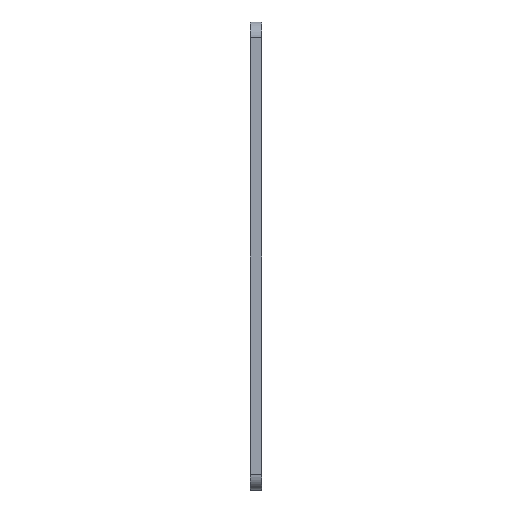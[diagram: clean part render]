
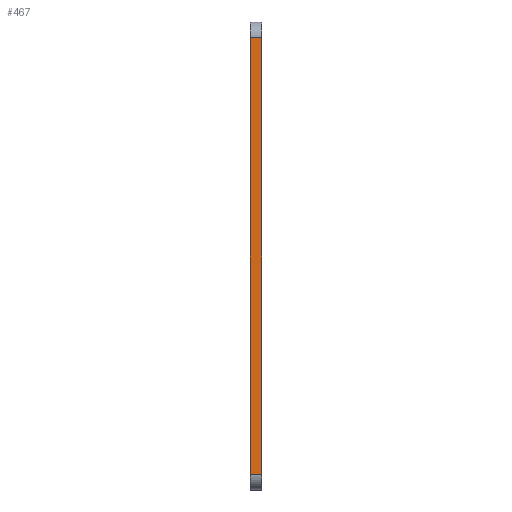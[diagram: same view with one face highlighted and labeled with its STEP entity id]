
A CAD part, left-side view. The second image highlights one B-rep face of the part: STEP entity #467.
In plain terms, the highlighted planar face has unit normal (-1, 0, 0).
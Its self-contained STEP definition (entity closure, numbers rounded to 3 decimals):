
#61 = VERTEX_POINT ( 'NONE', #324 ) ;
#63 = VECTOR ( 'NONE', #546, 1000. ) ;
#122 = EDGE_CURVE ( 'NONE', #671, #451, #542, .T. ) ;
#180 = CARTESIAN_POINT ( 'NONE',  ( -7., 0., -5. ) ) ;
#280 = DIRECTION ( 'NONE',  ( 0., 1., 0. ) ) ;
#286 = VECTOR ( 'NONE', #280, 1000. ) ;
#308 = DIRECTION ( 'NONE',  ( 0., 0., 1. ) ) ;
#310 = EDGE_CURVE ( 'NONE', #671, #585, #867, .T. ) ;
#324 = CARTESIAN_POINT ( 'NONE',  ( -7., 0., 50. ) ) ;
#360 = CARTESIAN_POINT ( 'NONE',  ( -7., 0., -7. ) ) ;
#393 = EDGE_CURVE ( 'NONE', #61, #451, #898, .T. ) ;
#440 = FACE_OUTER_BOUND ( 'NONE', #826, .T. ) ;
#451 = VERTEX_POINT ( 'NONE', #537 ) ;
#467 = ADVANCED_FACE ( 'NONE', ( #440 ), #740, .T. ) ;
#517 = VECTOR ( 'NONE', #308, 1000. ) ;
#525 = ORIENTED_EDGE ( 'NONE', *, *, #797, .T. ) ;
#531 = DIRECTION ( 'NONE',  ( -1., 0., 0. ) ) ;
#532 = CARTESIAN_POINT ( 'NONE',  ( -7., 0., -7. ) ) ;
#537 = CARTESIAN_POINT ( 'NONE',  ( -7., 1.5, 50. ) ) ;
#542 = LINE ( 'NONE', #1002, #63 ) ;
#546 = DIRECTION ( 'NONE',  ( 0., 0., 1. ) ) ;
#549 = ORIENTED_EDGE ( 'NONE', *, *, #310, .T. ) ;
#565 = VECTOR ( 'NONE', #857, 1000. ) ;
#585 = VERTEX_POINT ( 'NONE', #801 ) ;
#589 = ORIENTED_EDGE ( 'NONE', *, *, #122, .F. ) ;
#671 = VERTEX_POINT ( 'NONE', #794 ) ;
#687 = DIRECTION ( 'NONE',  ( 0., 0., 1. ) ) ;
#701 = LINE ( 'NONE', #532, #517 ) ;
#740 = PLANE ( 'NONE',  #841 ) ;
#794 = CARTESIAN_POINT ( 'NONE',  ( -7., 1.5, -5. ) ) ;
#797 = EDGE_CURVE ( 'NONE', #585, #61, #701, .T. ) ;
#801 = CARTESIAN_POINT ( 'NONE',  ( -7., 0., -5. ) ) ;
#816 = CARTESIAN_POINT ( 'NONE',  ( -7., 0., 50. ) ) ;
#826 = EDGE_LOOP ( 'NONE', ( #589, #549, #525, #968 ) ) ;
#841 = AXIS2_PLACEMENT_3D ( 'NONE', #360, #531, #687 ) ;
#857 = DIRECTION ( 'NONE',  ( 0., -1., 0. ) ) ;
#867 = LINE ( 'NONE', #180, #565 ) ;
#898 = LINE ( 'NONE', #816, #286 ) ;
#968 = ORIENTED_EDGE ( 'NONE', *, *, #393, .T. ) ;
#1002 = CARTESIAN_POINT ( 'NONE',  ( -7., 1.5, -7. ) ) ;
